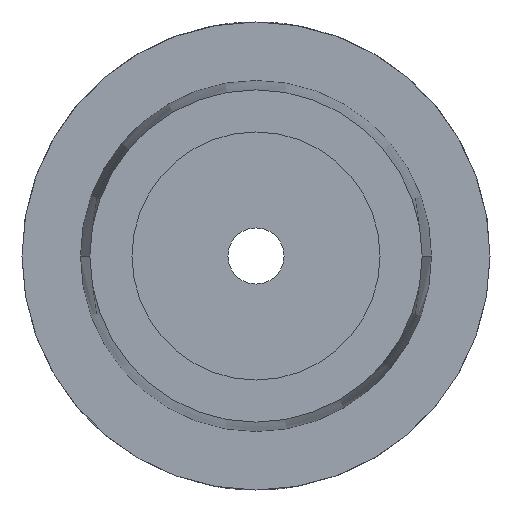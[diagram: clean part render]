
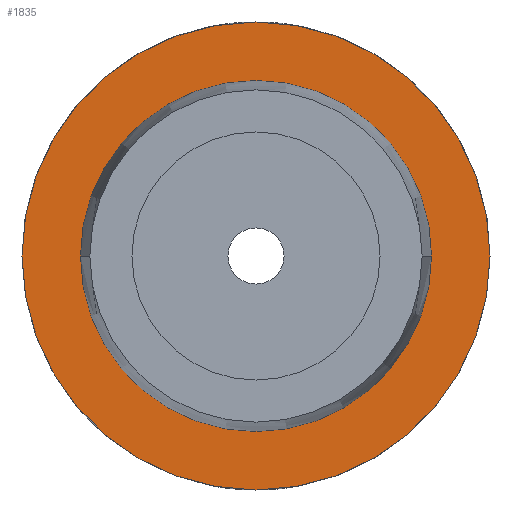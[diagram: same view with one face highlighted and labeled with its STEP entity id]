
A CAD part, left-side view. The second image highlights one B-rep face of the part: STEP entity #1835.
In plain terms, the highlighted planar face has unit normal (-1, 0, 0).
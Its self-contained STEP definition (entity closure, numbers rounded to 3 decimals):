
#427=CARTESIAN_POINT('',(0.,0.,0.));
#428=DIRECTION('',(1.,0.,0.));
#429=DIRECTION('',(0.,1.,0.));
#430=AXIS2_PLACEMENT_3D('',#427,#428,#429);
#449=CARTESIAN_POINT('',(0.,0.,0.));
#450=DIRECTION('',(-1.,0.,0.));
#451=DIRECTION('',(0.,1.,0.));
#452=AXIS2_PLACEMENT_3D('',#449,#450,#451);
#457=CARTESIAN_POINT('',(0.,0.,0.));
#458=DIRECTION('',(1.,0.,0.));
#459=DIRECTION('',(0.,1.,0.));
#460=AXIS2_PLACEMENT_3D('',#457,#458,#459);
#465=CARTESIAN_POINT('',(0.,0.,0.));
#466=DIRECTION('',(-1.,0.,0.));
#467=DIRECTION('',(0.,1.,0.));
#468=AXIS2_PLACEMENT_3D('',#465,#466,#467);
#1238=CARTESIAN_POINT('',(0.,50.,0.));
#1240=VERTEX_POINT('',#1238);
#1241=CARTESIAN_POINT('',(0.,37.507,0.));
#1243=VERTEX_POINT('',#1241);
#1246=CARTESIAN_POINT('',(0.,-50.,0.));
#1248=VERTEX_POINT('',#1246);
#1249=CARTESIAN_POINT('',(0.,-37.507,0.));
#1251=VERTEX_POINT('',#1249);
#1820=CARTESIAN_POINT('',(0.,0.,0.));
#1821=DIRECTION('',(1.,0.,0.));
#1822=DIRECTION('',(0.,-1.,0.));
#1823=AXIS2_PLACEMENT_3D('',#1820,#1821,#1822);
#1824=PLANE('',#1823);
#1826=ORIENTED_EDGE('',*,*,#1825,.T.);
#1828=ORIENTED_EDGE('',*,*,#1827,.F.);
#1829=EDGE_LOOP('',(#1826,#1828));
#1830=FACE_OUTER_BOUND('',#1829,.F.);
#1831=ORIENTED_EDGE('',*,*,#1815,.T.);
#1832=ORIENTED_EDGE('',*,*,#1799,.F.);
#1833=EDGE_LOOP('',(#1831,#1832));
#1834=FACE_BOUND('',#1833,.F.);
#431=CIRCLE('',#430,37.507);
#453=CIRCLE('',#452,37.507);
#461=CIRCLE('',#460,50.);
#469=CIRCLE('',#468,50.);
#1799=EDGE_CURVE('',#1243,#1251,#431,.T.);
#1815=EDGE_CURVE('',#1243,#1251,#453,.T.);
#1825=EDGE_CURVE('',#1240,#1248,#461,.T.);
#1827=EDGE_CURVE('',#1240,#1248,#469,.T.);
#1835=ADVANCED_FACE('',(#1830,#1834),#1824,.F.);
